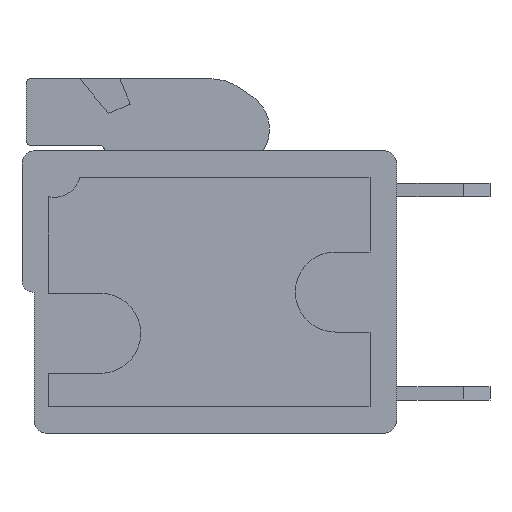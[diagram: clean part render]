
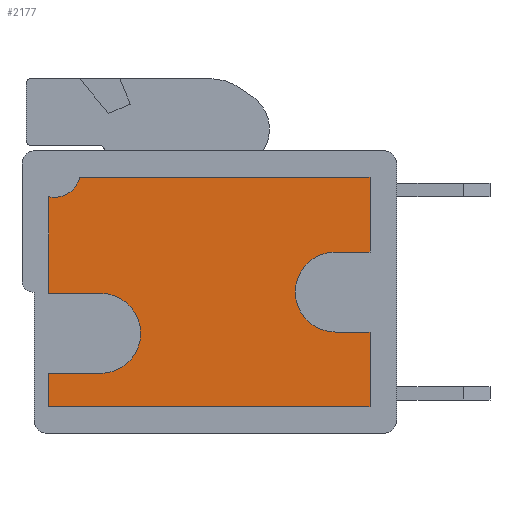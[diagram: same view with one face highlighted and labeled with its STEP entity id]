
A CAD part, left-side view. The second image highlights one B-rep face of the part: STEP entity #2177.
In plain terms, the highlighted face is planar.
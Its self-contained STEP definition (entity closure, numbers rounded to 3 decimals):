
#3 = LINE ( 'NONE', #7362, #8015 ) ;
#14 = DIRECTION ( 'NONE',  ( 0., 0., 1. ) ) ;
#37 = DIRECTION ( 'NONE',  ( 0., 1., 0. ) ) ;
#76 = VECTOR ( 'NONE', #11342, 1000. ) ;
#131 = LINE ( 'NONE', #2297, #11804 ) ;
#198 = DIRECTION ( 'NONE',  ( 0., 0., 1. ) ) ;
#246 = DIRECTION ( 'NONE',  ( 1., 0., 0. ) ) ;
#250 = CARTESIAN_POINT ( 'NONE',  ( -11.1, 0.7, 6.85 ) ) ;
#251 = DIRECTION ( 'NONE',  ( 0., 0., -1. ) ) ;
#287 = EDGE_CURVE ( 'NONE', #13465, #10050, #12411, .T. ) ;
#289 = EDGE_CURVE ( 'NONE', #4411, #989, #1871, .T. ) ;
#340 = VECTOR ( 'NONE', #251, 1000. ) ;
#586 = CARTESIAN_POINT ( 'NONE',  ( -13.05, 0.7, 5.35 ) ) ;
#754 = CARTESIAN_POINT ( 'NONE',  ( -2.3, 0.7, 3.8 ) ) ;
#955 = CARTESIAN_POINT ( 'NONE',  ( 0., 0.7, 0. ) ) ;
#969 = EDGE_CURVE ( 'NONE', #1601, #10928, #131, .T. ) ;
#980 = CARTESIAN_POINT ( 'NONE',  ( -13.05, 0.7, 1.73 ) ) ;
#989 = VERTEX_POINT ( 'NONE', #7839 ) ;
#1311 = DIRECTION ( 'NONE',  ( 0., 1., 0. ) ) ;
#1312 = LINE ( 'NONE', #11020, #340 ) ;
#1601 = VERTEX_POINT ( 'NONE', #980 ) ;
#1643 = CARTESIAN_POINT ( 'NONE',  ( -1., 0.7, 3.8 ) ) ;
#1696 = VERTEX_POINT ( 'NONE', #7485 ) ;
#1819 = DIRECTION ( 'NONE',  ( -1., 0., 0. ) ) ;
#1871 = CIRCLE ( 'NONE', #10813, 1.5 ) ;
#1961 = LINE ( 'NONE', #10220, #4587 ) ;
#2123 = CARTESIAN_POINT ( 'NONE',  ( -11.1, 0.7, 6.85 ) ) ;
#2177 = ADVANCED_FACE ( 'NONE', ( #5010 ), #8382, .T. ) ;
#2220 = CARTESIAN_POINT ( 'NONE',  ( -2.3, 0.7, 5.3 ) ) ;
#2297 = CARTESIAN_POINT ( 'NONE',  ( -13.05, 0.7, 1.73 ) ) ;
#2466 = CARTESIAN_POINT ( 'NONE',  ( -9.6, 0.7, 6.85 ) ) ;
#2517 = ORIENTED_EDGE ( 'NONE', *, *, #6275, .T. ) ;
#2670 = DIRECTION ( 'NONE',  ( 0.968, 0., 0.25 ) ) ;
#2675 = EDGE_CURVE ( 'NONE', #10960, #9974, #3, .T. ) ;
#2961 = VECTOR ( 'NONE', #8083, 1000. ) ;
#3314 = VECTOR ( 'NONE', #5245, 1000. ) ;
#3380 = CARTESIAN_POINT ( 'NONE',  ( -13.05, 0.7, 9.6 ) ) ;
#3432 = CARTESIAN_POINT ( 'NONE',  ( -11.882, 0.7, 1. ) ) ;
#3577 = VERTEX_POINT ( 'NONE', #3432 ) ;
#3588 = CARTESIAN_POINT ( 'NONE',  ( -1., 0.7, 9.6 ) ) ;
#3933 = CARTESIAN_POINT ( 'NONE',  ( -13.05, 0.7, 5.35 ) ) ;
#4068 = DIRECTION ( 'NONE',  ( 1., 0., 0. ) ) ;
#4170 = ORIENTED_EDGE ( 'NONE', *, *, #12992, .T. ) ;
#4232 = EDGE_CURVE ( 'NONE', #10928, #989, #10180, .T. ) ;
#4389 = VERTEX_POINT ( 'NONE', #3380 ) ;
#4411 = VERTEX_POINT ( 'NONE', #2466 ) ;
#4509 = LINE ( 'NONE', #13258, #6699 ) ;
#4587 = VECTOR ( 'NONE', #1819, 1000. ) ;
#4619 = AXIS2_PLACEMENT_3D ( 'NONE', #5815, #10999, #2670 ) ;
#4912 = CIRCLE ( 'NONE', #7368, 1.5 ) ;
#4922 = LINE ( 'NONE', #11487, #7320 ) ;
#5010 = FACE_OUTER_BOUND ( 'NONE', #7824, .T. ) ;
#5129 = VERTEX_POINT ( 'NONE', #9216 ) ;
#5245 = DIRECTION ( 'NONE',  ( 0., 0., -1. ) ) ;
#5497 = DIRECTION ( 'NONE',  ( 0., -1., 0. ) ) ;
#5572 = CARTESIAN_POINT ( 'NONE',  ( -2.3, 0.7, 6.8 ) ) ;
#5673 = VERTEX_POINT ( 'NONE', #8997 ) ;
#5815 = CARTESIAN_POINT ( 'NONE',  ( -12.85, 0.7, 0.75 ) ) ;
#6172 = CIRCLE ( 'NONE', #4619, 1. ) ;
#6223 = ORIENTED_EDGE ( 'NONE', *, *, #4232, .T. ) ;
#6275 = EDGE_CURVE ( 'NONE', #4389, #9888, #4922, .T. ) ;
#6490 = DIRECTION ( 'NONE',  ( 0., 0., 1. ) ) ;
#6699 = VECTOR ( 'NONE', #13202, 1000. ) ;
#6758 = ORIENTED_EDGE ( 'NONE', *, *, #8431, .T. ) ;
#7023 = CARTESIAN_POINT ( 'NONE',  ( -1., 0.7, 6.8 ) ) ;
#7037 = EDGE_CURVE ( 'NONE', #9888, #10960, #8554, .T. ) ;
#7080 = CARTESIAN_POINT ( 'NONE',  ( -2.3, 0.7, 3.8 ) ) ;
#7320 = VECTOR ( 'NONE', #4068, 1000. ) ;
#7362 = CARTESIAN_POINT ( 'NONE',  ( -1., 0.7, 6.8 ) ) ;
#7368 = AXIS2_PLACEMENT_3D ( 'NONE', #2220, #5497, #6490 ) ;
#7485 = CARTESIAN_POINT ( 'NONE',  ( -1., 0.7, 1. ) ) ;
#7567 = EDGE_CURVE ( 'NONE', #5129, #5673, #4509, .T. ) ;
#7706 = ORIENTED_EDGE ( 'NONE', *, *, #12918, .T. ) ;
#7824 = EDGE_LOOP ( 'NONE', ( #4170, #2517, #9207, #8110, #6758, #11324, #7706, #12558, #9054, #12216, #6223, #9074, #10515, #8257 ) ) ;
#7839 = CARTESIAN_POINT ( 'NONE',  ( -11.1, 0.7, 5.35 ) ) ;
#8015 = VECTOR ( 'NONE', #10523, 1000. ) ;
#8083 = DIRECTION ( 'NONE',  ( 1., 0., 0. ) ) ;
#8110 = ORIENTED_EDGE ( 'NONE', *, *, #2675, .T. ) ;
#8257 = ORIENTED_EDGE ( 'NONE', *, *, #7567, .F. ) ;
#8305 = CARTESIAN_POINT ( 'NONE',  ( -13.05, 0.7, 8.35 ) ) ;
#8382 = PLANE ( 'NONE',  #9594 ) ;
#8431 = EDGE_CURVE ( 'NONE', #9974, #13465, #4912, .T. ) ;
#8554 = LINE ( 'NONE', #12831, #3314 ) ;
#8997 = CARTESIAN_POINT ( 'NONE',  ( -11.1, 0.7, 8.35 ) ) ;
#9054 = ORIENTED_EDGE ( 'NONE', *, *, #12035, .T. ) ;
#9074 = ORIENTED_EDGE ( 'NONE', *, *, #289, .F. ) ;
#9207 = ORIENTED_EDGE ( 'NONE', *, *, #7037, .T. ) ;
#9216 = CARTESIAN_POINT ( 'NONE',  ( -13.05, 0.7, 8.35 ) ) ;
#9221 = LINE ( 'NONE', #8305, #10861 ) ;
#9276 = EDGE_CURVE ( 'NONE', #5673, #4411, #10004, .T. ) ;
#9594 = AXIS2_PLACEMENT_3D ( 'NONE', #955, #37, #246 ) ;
#9617 = DIRECTION ( 'NONE',  ( 0., 1., 0. ) ) ;
#9888 = VERTEX_POINT ( 'NONE', #3588 ) ;
#9974 = VERTEX_POINT ( 'NONE', #5572 ) ;
#10004 = CIRCLE ( 'NONE', #13506, 1.5 ) ;
#10050 = VERTEX_POINT ( 'NONE', #1643 ) ;
#10180 = LINE ( 'NONE', #586, #2961 ) ;
#10220 = CARTESIAN_POINT ( 'NONE',  ( -1., 0.7, 1. ) ) ;
#10299 = EDGE_CURVE ( 'NONE', #1696, #3577, #1961, .T. ) ;
#10515 = ORIENTED_EDGE ( 'NONE', *, *, #9276, .F. ) ;
#10523 = DIRECTION ( 'NONE',  ( -1., 0., 0. ) ) ;
#10813 = AXIS2_PLACEMENT_3D ( 'NONE', #250, #1311, #12880 ) ;
#10861 = VECTOR ( 'NONE', #11172, 1000. ) ;
#10928 = VERTEX_POINT ( 'NONE', #3933 ) ;
#10960 = VERTEX_POINT ( 'NONE', #7023 ) ;
#10999 = DIRECTION ( 'NONE',  ( 0., -1., 0. ) ) ;
#11020 = CARTESIAN_POINT ( 'NONE',  ( -1., 0.7, 3.8 ) ) ;
#11172 = DIRECTION ( 'NONE',  ( 0., 0., 1. ) ) ;
#11324 = ORIENTED_EDGE ( 'NONE', *, *, #287, .T. ) ;
#11342 = DIRECTION ( 'NONE',  ( 1., 0., 0. ) ) ;
#11487 = CARTESIAN_POINT ( 'NONE',  ( -13.05, 0.7, 9.6 ) ) ;
#11804 = VECTOR ( 'NONE', #198, 1000. ) ;
#12035 = EDGE_CURVE ( 'NONE', #3577, #1601, #6172, .T. ) ;
#12216 = ORIENTED_EDGE ( 'NONE', *, *, #969, .T. ) ;
#12411 = LINE ( 'NONE', #7080, #76 ) ;
#12558 = ORIENTED_EDGE ( 'NONE', *, *, #10299, .T. ) ;
#12831 = CARTESIAN_POINT ( 'NONE',  ( -1., 0.7, 9.6 ) ) ;
#12880 = DIRECTION ( 'NONE',  ( 0., 0., 1. ) ) ;
#12918 = EDGE_CURVE ( 'NONE', #10050, #1696, #1312, .T. ) ;
#12992 = EDGE_CURVE ( 'NONE', #5129, #4389, #9221, .T. ) ;
#13202 = DIRECTION ( 'NONE',  ( 1., 0., 0. ) ) ;
#13258 = CARTESIAN_POINT ( 'NONE',  ( -13.05, 0.7, 8.35 ) ) ;
#13465 = VERTEX_POINT ( 'NONE', #754 ) ;
#13506 = AXIS2_PLACEMENT_3D ( 'NONE', #2123, #9617, #14 ) ;
